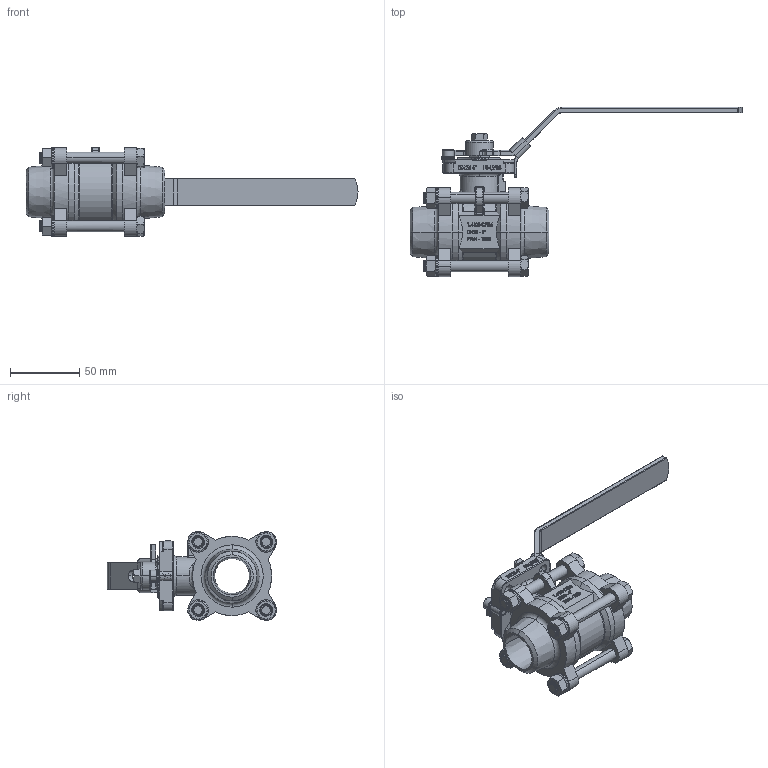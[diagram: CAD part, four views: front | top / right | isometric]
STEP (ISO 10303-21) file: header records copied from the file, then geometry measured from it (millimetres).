
FILE_DESCRIPTION (( 'STEP AP203' ), '1' );
FILE_NAME ('²Õ¦X¥óE(¹ï²k).STEP', '2018-12-17T08:17:40', ( '' ), ( '' ), 'SwSTEP 2.0', 'SolidWorks 2014', '' );
FILE_SCHEMA (( 'CONFIG_CONTROL_DESIGN' ));
Length unit declared in the file: millimetre
Products named in the file (23): G-10A2640; G-34E2540; T-35E05C1; G-B1DA540; T-34E07G0; T-35E06C1; D-34E66X0(DIN3239 加長對焊); G-34E2740; T-34E07C0; 組合件E(對焊); G-34E1150; G-34E1840; G-25E3060; G-10C1940; M-25E2140(掛鎖); G-10C2640; C-34E016-S00; M-25E2140; T-52G07G0; E-34E0461; G-B3CA440; T-34E08T0; F-25E0361
Assembly tree (44 placements, depth 2):
  組合件E(對焊)
    C-34E016-S00
    E-34E0461
    F-25E0361
    T-35E05C1  x2
    T-35E06C1  x2
    T-34E07C0  x2
    G-34E1840  x4
    G-10C1940  x4
    G-10C2640  x4
    T-52G07G0
    T-34E08T0  x4
    G-34E2540  x5
    T-34E07G0
    G-34E2740
    G-34E1150  x2
    G-25E3060
    M-25E2140(掛鎖)
    M-25E2140
    G-B3CA440
    G-10A2640  x2
    G-B1DA540
    D-34E66X0(DIN3239 加長對焊)  x2
Bounding box: 239 x 121.84 x 64.07 mm (x, y, z)
Volume: 206491.6 mm3; surface area: 111903.9 mm2
Topology: 44 solids, 44 shells, 1790 faces, 4439 edges, 2742 vertices
Faces by surface type: cylinder 603, plane 592, bspline 233, cone 183, torus 100, sphere 79
Entity records: 61686 total; most frequent: CARTESIAN_POINT 29419, ORIENTED_EDGE 6530, DIRECTION 5402, EDGE_CURVE 3265, VERTEX_POINT 2076, AXIS2_PLACEMENT_3D 1887, LINE 1628, VECTOR 1628
